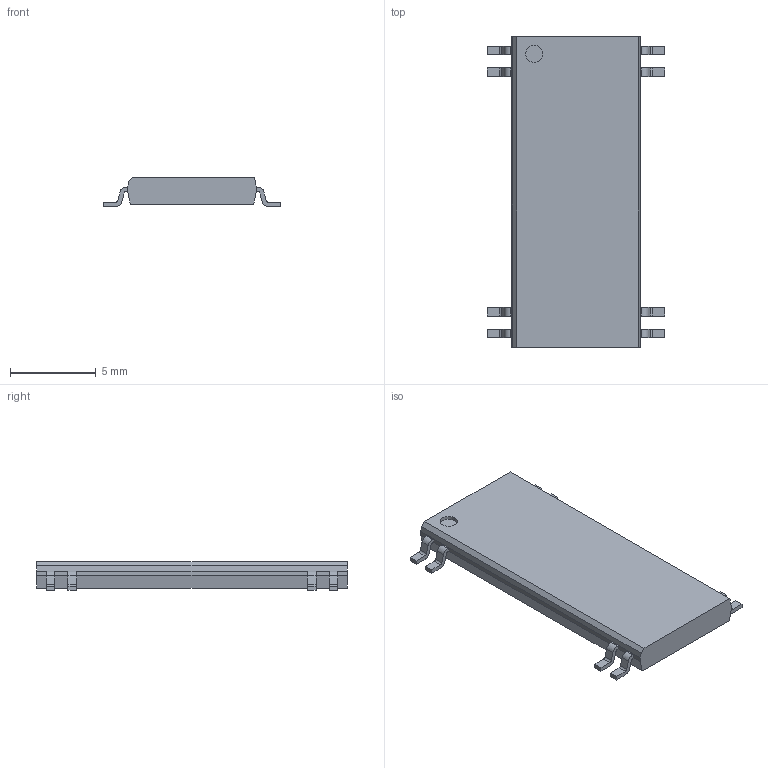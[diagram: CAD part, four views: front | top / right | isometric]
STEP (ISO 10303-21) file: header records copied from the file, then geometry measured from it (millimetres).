
FILE_DESCRIPTION((''),'2;1');
FILE_NAME('SOIC127P1032X265-28N_8.stp','2011-12-01T17:13:26',(''),(''),'Mechanical Desktop 2011','Mechanical Desktop 2011',', , ');
FILE_SCHEMA(('AUTOMOTIVE_DESIGN { 1 2 10303 214 1 1 1 1 }'));
Length unit declared in the file: millimetre
Products named in the file (1): Product
Bounding box: 10.36 x 18.1 x 1.68 mm (x, y, z)
Volume: 208.7 mm3; surface area: 366.9 mm2
Topology: 9 solids, 9 shells, 126 faces, 321 edges, 214 vertices
Faces by surface type: bspline 56, plane 52, cylinder 18
Entity records: 4045 total; most frequent: CARTESIAN_POINT 1054, ORIENTED_EDGE 642, DIRECTION 531, EDGE_CURVE 321, VECTOR 253, LINE 253, VERTEX_POINT 214, AXIS2_PLACEMENT_3D 139
